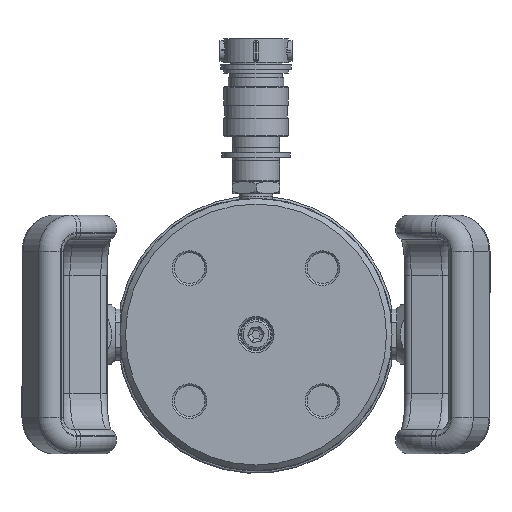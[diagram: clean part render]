
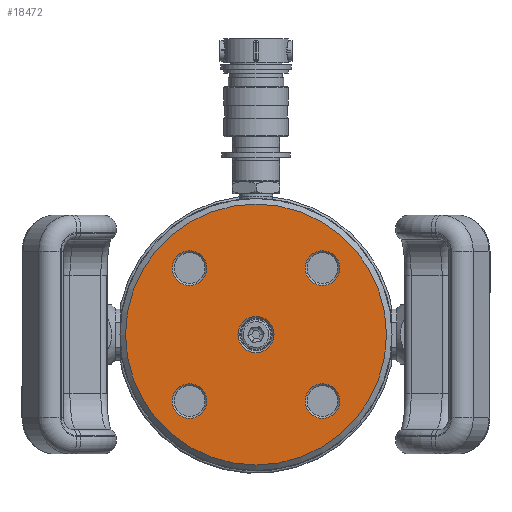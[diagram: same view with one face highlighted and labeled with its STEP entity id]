
A CAD part, front view. The second image highlights one B-rep face of the part: STEP entity #18472.
In plain terms, the highlighted planar face has unit normal (0, -1, 0).
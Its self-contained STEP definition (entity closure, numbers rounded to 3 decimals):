
#135 = CARTESIAN_POINT ( 'NONE',  ( -35.921, 0., -35.921 ) ) ;
#1809 = VERTEX_POINT ( 'NONE', #22437 ) ;
#2240 = VERTEX_POINT ( 'NONE', #22321 ) ;
#2796 = EDGE_LOOP ( 'NONE', ( #19217 ) ) ;
#3055 = DIRECTION ( 'NONE',  ( 0., 0., 1. ) ) ;
#3935 = DIRECTION ( 'NONE',  ( 0., 1., 0. ) ) ;
#4780 = EDGE_CURVE ( 'NONE', #7480, #7480, #6529, .T. ) ;
#5495 = EDGE_CURVE ( 'NONE', #21709, #21709, #13794, .T. ) ;
#6129 = CARTESIAN_POINT ( 'NONE',  ( 0., 0., 70.5 ) ) ;
#6313 = ORIENTED_EDGE ( 'NONE', *, *, #4780, .T. ) ;
#6395 = EDGE_LOOP ( 'NONE', ( #11102 ) ) ;
#6529 = CIRCLE ( 'NONE', #23350, 9.334 ) ;
#7340 = DIRECTION ( 'NONE',  ( 0., 0., 1. ) ) ;
#7480 = VERTEX_POINT ( 'NONE', #21178 ) ;
#8183 = FACE_BOUND ( 'NONE', #17691, .T. ) ;
#8666 = CARTESIAN_POINT ( 'NONE',  ( 35.921, 0., 45.255 ) ) ;
#9849 = EDGE_CURVE ( 'NONE', #2240, #2240, #28340, .T. ) ;
#9889 = FACE_OUTER_BOUND ( 'NONE', #2796, .T. ) ;
#10089 = DIRECTION ( 'NONE',  ( 0., 1., 0. ) ) ;
#10597 = AXIS2_PLACEMENT_3D ( 'NONE', #17152, #14120, #19704 ) ;
#11102 = ORIENTED_EDGE ( 'NONE', *, *, #9849, .T. ) ;
#11143 = EDGE_LOOP ( 'NONE', ( #17557 ) ) ;
#11704 = CIRCLE ( 'NONE', #35166, 9.75 ) ;
#11987 = CIRCLE ( 'NONE', #19354, 9.334 ) ;
#12020 = DIRECTION ( 'NONE',  ( 0., 1., 0. ) ) ;
#13356 = CIRCLE ( 'NONE', #10597, 70.5 ) ;
#13794 = CIRCLE ( 'NONE', #35003, 9.334 ) ;
#13923 = CARTESIAN_POINT ( 'NONE',  ( 35.921, 0., 35.921 ) ) ;
#14120 = DIRECTION ( 'NONE',  ( 0., -1., 0. ) ) ;
#14555 = DIRECTION ( 'NONE',  ( 0., 0., 1. ) ) ;
#14678 = PLANE ( 'NONE',  #31639 ) ;
#14793 = CARTESIAN_POINT ( 'NONE',  ( -8.75, 0., 0. ) ) ;
#15798 = EDGE_CURVE ( 'NONE', #1809, #1809, #11704, .T. ) ;
#15847 = ORIENTED_EDGE ( 'NONE', *, *, #5495, .T. ) ;
#16276 = AXIS2_PLACEMENT_3D ( 'NONE', #135, #19469, #3055 ) ;
#17152 = CARTESIAN_POINT ( 'NONE',  ( 0., 0., 0. ) ) ;
#17557 = ORIENTED_EDGE ( 'NONE', *, *, #18699, .T. ) ;
#17665 = EDGE_CURVE ( 'NONE', #33329, #33329, #13356, .T. ) ;
#17691 = EDGE_LOOP ( 'NONE', ( #27699 ) ) ;
#18472 = ADVANCED_FACE ( 'NONE', ( #29783, #22411, #30226, #22862, #8183, #9889 ), #14678, .F. ) ;
#18699 = EDGE_CURVE ( 'NONE', #29459, #29459, #11987, .T. ) ;
#19217 = ORIENTED_EDGE ( 'NONE', *, *, #17665, .T. ) ;
#19257 = DIRECTION ( 'NONE',  ( 0., 0., 1. ) ) ;
#19354 = AXIS2_PLACEMENT_3D ( 'NONE', #13923, #19371, #19257 ) ;
#19371 = DIRECTION ( 'NONE',  ( 0., 1., 0. ) ) ;
#19469 = DIRECTION ( 'NONE',  ( 0., 1., 0. ) ) ;
#19704 = DIRECTION ( 'NONE',  ( 0., 0., 1. ) ) ;
#20504 = CARTESIAN_POINT ( 'NONE',  ( -35.921, 0., 35.921 ) ) ;
#21178 = CARTESIAN_POINT ( 'NONE',  ( -35.921, 0., 45.255 ) ) ;
#21709 = VERTEX_POINT ( 'NONE', #23820 ) ;
#22321 = CARTESIAN_POINT ( 'NONE',  ( -35.921, 0., -26.587 ) ) ;
#22411 = FACE_BOUND ( 'NONE', #6395, .T. ) ;
#22437 = CARTESIAN_POINT ( 'NONE',  ( 0., 0., 9.75 ) ) ;
#22862 = FACE_BOUND ( 'NONE', #11143, .T. ) ;
#23350 = AXIS2_PLACEMENT_3D ( 'NONE', #20504, #12020, #14555 ) ;
#23574 = CARTESIAN_POINT ( 'NONE',  ( 0., 0., 0. ) ) ;
#23820 = CARTESIAN_POINT ( 'NONE',  ( 35.921, 0., -26.587 ) ) ;
#26462 = DIRECTION ( 'NONE',  ( 0., 0., 1. ) ) ;
#27699 = ORIENTED_EDGE ( 'NONE', *, *, #15798, .T. ) ;
#28340 = CIRCLE ( 'NONE', #16276, 9.334 ) ;
#29459 = VERTEX_POINT ( 'NONE', #8666 ) ;
#29783 = FACE_BOUND ( 'NONE', #30062, .T. ) ;
#29798 = CARTESIAN_POINT ( 'NONE',  ( 35.921, 0., -35.921 ) ) ;
#30062 = EDGE_LOOP ( 'NONE', ( #15847 ) ) ;
#30226 = FACE_BOUND ( 'NONE', #32796, .T. ) ;
#31542 = DIRECTION ( 'NONE',  ( 0., 1., 0. ) ) ;
#31639 = AXIS2_PLACEMENT_3D ( 'NONE', #14793, #3935, #34191 ) ;
#32796 = EDGE_LOOP ( 'NONE', ( #6313 ) ) ;
#33329 = VERTEX_POINT ( 'NONE', #6129 ) ;
#34191 = DIRECTION ( 'NONE',  ( 0., 0., 1. ) ) ;
#35003 = AXIS2_PLACEMENT_3D ( 'NONE', #29798, #10089, #7340 ) ;
#35166 = AXIS2_PLACEMENT_3D ( 'NONE', #23574, #31542, #26462 ) ;
